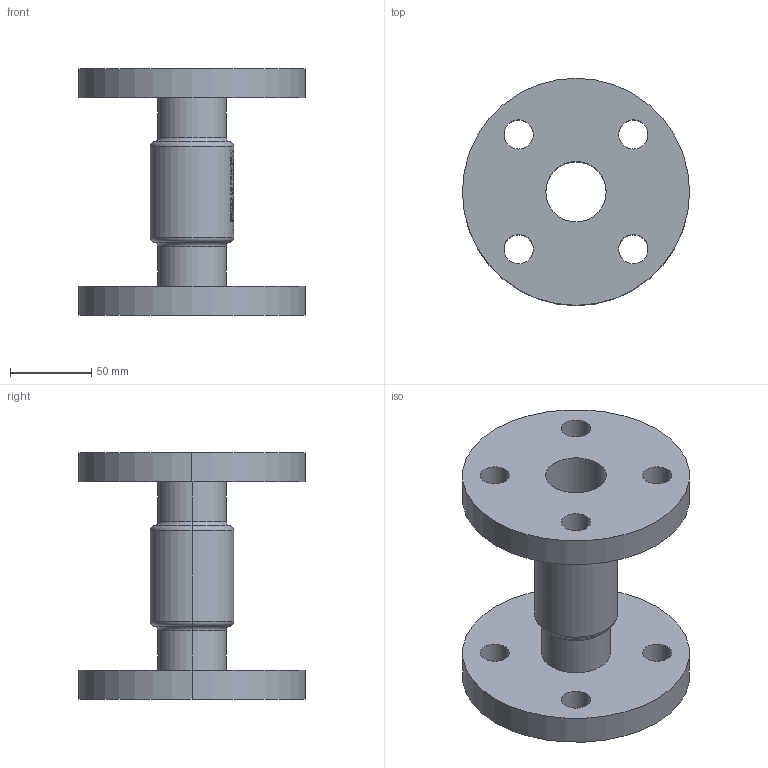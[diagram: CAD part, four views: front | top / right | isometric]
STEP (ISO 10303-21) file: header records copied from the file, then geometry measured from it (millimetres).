
FILE_DESCRIPTION (( 'STEP AP214' ), '1' );
FILE_NAME ('7120000_DN032_PN16_51420255.STEP', '2022-02-04T09:53:44', ( 'axxx' ), ( 'Hewlett-Packard Company' ), 'SwSTEP 2.0', 'SolidWorks 2019', '' );
FILE_SCHEMA (( 'AUTOMOTIVE_DESIGN' ));
Length unit declared in the file: millimetre
Products named in the file (1): 7120000_DN032_PN16_51420255
Bounding box: 140 x 140 x 152 mm (x, y, z)
Volume: 556027.9 mm3; surface area: 114304.6 mm2
Topology: 1 solids, 1 shells, 543 faces, 1473 edges, 978 vertices
Faces by surface type: plane 250, bspline 227, cylinder 58, torus 8
Entity records: 29792 total; most frequent: CARTESIAN_POINT 17685, ORIENTED_EDGE 2946, DIRECTION 1707, EDGE_CURVE 1473, VERTEX_POINT 978, VECTOR 785, LINE 785, EDGE_LOOP 607
